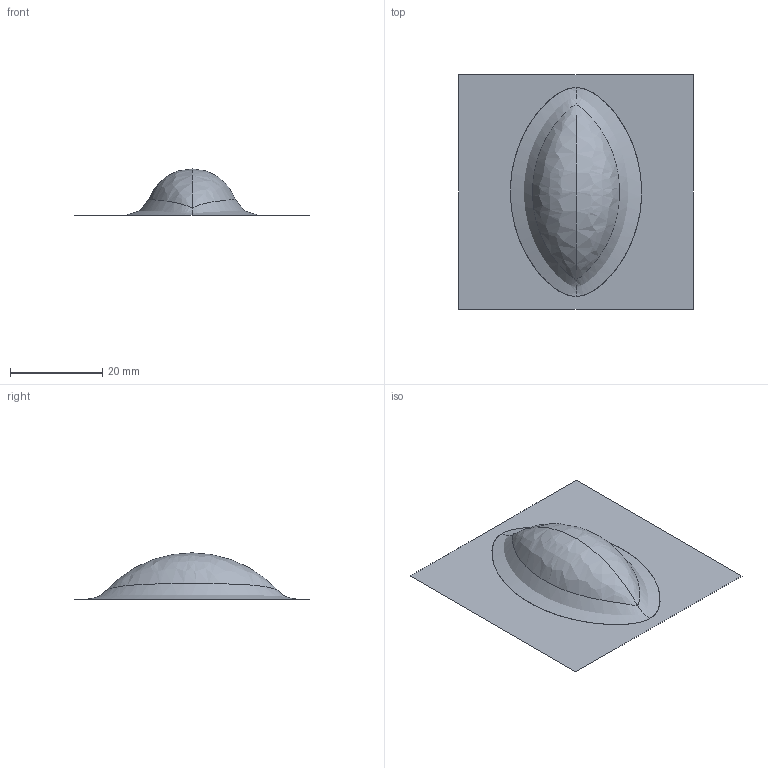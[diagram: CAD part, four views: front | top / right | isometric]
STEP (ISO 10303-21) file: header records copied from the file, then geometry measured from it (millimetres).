
FILE_DESCRIPTION(('FreeCAD Model'),'2;1');
FILE_NAME('model.step', '2015-09-16T19:24:02',('FreeCAD'),('FreeCAD'), 'Open CASCADE STEP processor 6.7','FreeCAD','Unknown');
FILE_SCHEMA(('AUTOMOTIVE_DESIGN_CC2 { 1 2 10303 214 -1 1 5 4 }'));
Length unit declared in the file: millimetre
Products named in the file (1): BeadPanel
Bounding box: 50.8 x 50.8 x 10 mm (x, y, z)
Surface area: 2872.1 mm2 (no closed solid volume)
Topology: 0 solids, 5 shells, 5 faces, 19 edges, 20 vertices
Faces by surface type: bspline 5
Entity records: 1564 total; most frequent: CARTESIAN_POINT 1290, B_SPLINE_CURVE_WITH_KNOTS 26, DIRECTION 19, ORIENTED_EDGE 18, EDGE_CURVE 18, VERTEX_POINT 18, SURFACE_CURVE 18, PCURVE 18
